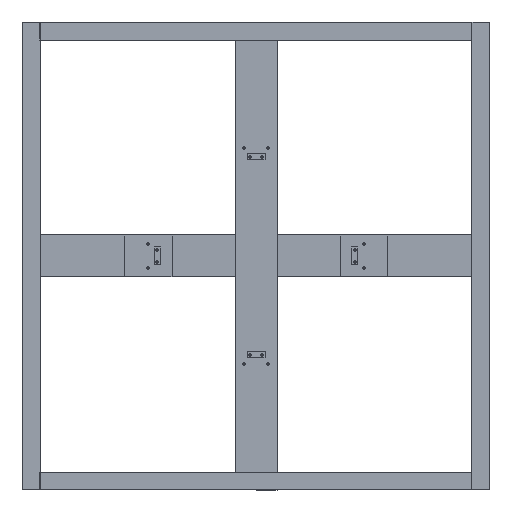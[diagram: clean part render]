
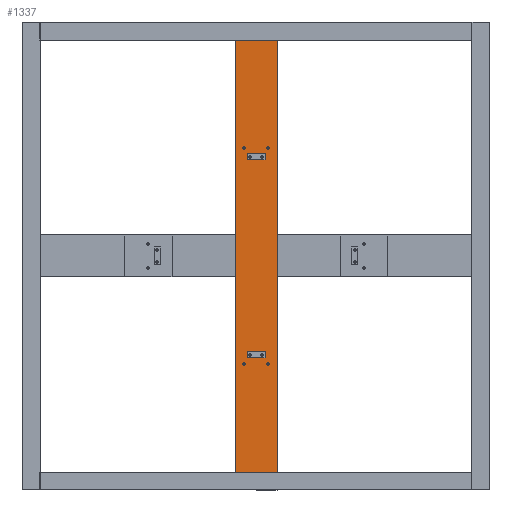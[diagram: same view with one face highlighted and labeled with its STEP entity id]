
A CAD part, front view. The second image highlights one B-rep face of the part: STEP entity #1337.
In plain terms, the highlighted planar face has unit normal (0, -1, 0).
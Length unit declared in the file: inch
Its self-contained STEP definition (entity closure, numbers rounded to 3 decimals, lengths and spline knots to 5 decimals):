
#110=LINE($,#2191,#182);
#118=LINE($,#2206,#190);
#119=LINE($,#2208,#191);
#120=LINE($,#2209,#192);
#182=VECTOR($,#1800,39.);
#190=VECTOR($,#1812,39.);
#191=VECTOR($,#1815,3.5);
#192=VECTOR($,#1816,3.5);
#245=PLANE($,#1491);
#341=FACE_BOUND($,#564,.T.);
#342=FACE_BOUND($,#565,.T.);
#343=FACE_BOUND($,#566,.T.);
#344=FACE_BOUND($,#567,.T.);
#345=FACE_BOUND($,#568,.T.);
#346=FACE_BOUND($,#569,.T.);
#347=FACE_BOUND($,#570,.T.);
#348=FACE_BOUND($,#571,.T.);
#349=FACE_BOUND($,#572,.T.);
#350=FACE_BOUND($,#573,.T.);
#351=FACE_BOUND($,#574,.T.);
#352=FACE_BOUND($,#575,.T.);
#353=FACE_BOUND($,#576,.T.);
#564=EDGE_LOOP($,(#1115));
#565=EDGE_LOOP($,(#1116));
#566=EDGE_LOOP($,(#1117));
#567=EDGE_LOOP($,(#1118));
#568=EDGE_LOOP($,(#1119));
#569=EDGE_LOOP($,(#1120));
#570=EDGE_LOOP($,(#1121));
#571=EDGE_LOOP($,(#1122));
#572=EDGE_LOOP($,(#1123));
#573=EDGE_LOOP($,(#1124));
#574=EDGE_LOOP($,(#1125));
#575=EDGE_LOOP($,(#1126));
#576=EDGE_LOOP($,(#1127,#1128,#1129,#1130));
#662=CIRCLE($,#1451,0.1005);
#664=CIRCLE($,#1455,0.1005);
#666=CIRCLE($,#1459,0.1005);
#668=CIRCLE($,#1463,0.1005);
#669=CIRCLE($,#1465,0.1005);
#671=CIRCLE($,#1468,0.1005);
#673=CIRCLE($,#1471,0.1005);
#675=CIRCLE($,#1474,0.1005);
#677=CIRCLE($,#1477,0.1005);
#679=CIRCLE($,#1480,0.1005);
#681=CIRCLE($,#1483,0.1005);
#683=CIRCLE($,#1486,0.1005);
#748=VERTEX_POINT($,#2126);
#750=VERTEX_POINT($,#2132);
#752=VERTEX_POINT($,#2138);
#754=VERTEX_POINT($,#2144);
#755=VERTEX_POINT($,#2147);
#757=VERTEX_POINT($,#2152);
#759=VERTEX_POINT($,#2157);
#761=VERTEX_POINT($,#2162);
#763=VERTEX_POINT($,#2167);
#765=VERTEX_POINT($,#2172);
#767=VERTEX_POINT($,#2177);
#769=VERTEX_POINT($,#2182);
#772=VERTEX_POINT($,#2188);
#773=VERTEX_POINT($,#2190);
#777=VERTEX_POINT($,#2202);
#778=VERTEX_POINT($,#2204);
#874=EDGE_CURVE($,#748,#748,#662,.T.);
#876=EDGE_CURVE($,#750,#750,#664,.T.);
#878=EDGE_CURVE($,#752,#752,#666,.T.);
#880=EDGE_CURVE($,#754,#754,#668,.T.);
#881=EDGE_CURVE($,#755,#755,#669,.T.);
#883=EDGE_CURVE($,#757,#757,#671,.T.);
#885=EDGE_CURVE($,#759,#759,#673,.T.);
#887=EDGE_CURVE($,#761,#761,#675,.T.);
#889=EDGE_CURVE($,#763,#763,#677,.T.);
#891=EDGE_CURVE($,#765,#765,#679,.T.);
#893=EDGE_CURVE($,#767,#767,#681,.T.);
#895=EDGE_CURVE($,#769,#769,#683,.T.);
#898=EDGE_CURVE($,#772,#773,#110,.T.);
#906=EDGE_CURVE($,#777,#778,#118,.T.);
#907=EDGE_CURVE($,#772,#777,#119,.T.);
#908=EDGE_CURVE($,#773,#778,#120,.T.);
#1115=ORIENTED_EDGE($,*,*,#874,.T.);
#1116=ORIENTED_EDGE($,*,*,#876,.T.);
#1117=ORIENTED_EDGE($,*,*,#878,.T.);
#1118=ORIENTED_EDGE($,*,*,#880,.T.);
#1119=ORIENTED_EDGE($,*,*,#881,.T.);
#1120=ORIENTED_EDGE($,*,*,#883,.T.);
#1121=ORIENTED_EDGE($,*,*,#885,.T.);
#1122=ORIENTED_EDGE($,*,*,#887,.T.);
#1123=ORIENTED_EDGE($,*,*,#889,.T.);
#1124=ORIENTED_EDGE($,*,*,#891,.T.);
#1125=ORIENTED_EDGE($,*,*,#893,.T.);
#1126=ORIENTED_EDGE($,*,*,#895,.T.);
#1127=ORIENTED_EDGE($,*,*,#907,.T.);
#1128=ORIENTED_EDGE($,*,*,#906,.T.);
#1129=ORIENTED_EDGE($,*,*,#908,.F.);
#1130=ORIENTED_EDGE($,*,*,#898,.F.);
#1337=ADVANCED_FACE($,(#341,#342,#343,#344,#345,#346,#347,#348,#349,#350,
#351,#352,#353),#245,.T.);
#1451=AXIS2_PLACEMENT_3D($,#2127,#1723,#1724);
#1455=AXIS2_PLACEMENT_3D($,#2133,#1731,#1732);
#1459=AXIS2_PLACEMENT_3D($,#2139,#1739,#1740);
#1463=AXIS2_PLACEMENT_3D($,#2145,#1747,#1748);
#1465=AXIS2_PLACEMENT_3D($,#2148,#1751,#1752);
#1468=AXIS2_PLACEMENT_3D($,#2153,#1757,#1758);
#1471=AXIS2_PLACEMENT_3D($,#2158,#1763,#1764);
#1474=AXIS2_PLACEMENT_3D($,#2163,#1769,#1770);
#1477=AXIS2_PLACEMENT_3D($,#2168,#1775,#1776);
#1480=AXIS2_PLACEMENT_3D($,#2173,#1781,#1782);
#1483=AXIS2_PLACEMENT_3D($,#2178,#1787,#1788);
#1486=AXIS2_PLACEMENT_3D($,#2183,#1793,#1794);
#1491=AXIS2_PLACEMENT_3D($,#2207,#1813,#1814);
#1723=DIRECTION('center_axis',(0.,1.,0.));
#1724=DIRECTION('ref_axis',(1.,0.,0.));
#1731=DIRECTION('center_axis',(0.,1.,0.));
#1732=DIRECTION('ref_axis',(1.,0.,0.));
#1739=DIRECTION('center_axis',(0.,1.,0.));
#1740=DIRECTION('ref_axis',(1.,0.,0.));
#1747=DIRECTION('center_axis',(0.,1.,0.));
#1748=DIRECTION('ref_axis',(1.,0.,0.));
#1751=DIRECTION('center_axis',(0.,1.,0.));
#1752=DIRECTION('ref_axis',(1.,0.,0.));
#1757=DIRECTION('center_axis',(0.,1.,0.));
#1758=DIRECTION('ref_axis',(1.,0.,0.));
#1763=DIRECTION('center_axis',(0.,1.,0.));
#1764=DIRECTION('ref_axis',(1.,0.,0.));
#1769=DIRECTION('center_axis',(0.,1.,0.));
#1770=DIRECTION('ref_axis',(1.,0.,0.));
#1775=DIRECTION('center_axis',(0.,1.,0.));
#1776=DIRECTION('ref_axis',(1.,0.,0.));
#1781=DIRECTION('center_axis',(0.,1.,0.));
#1782=DIRECTION('ref_axis',(1.,0.,0.));
#1787=DIRECTION('center_axis',(0.,1.,0.));
#1788=DIRECTION('ref_axis',(1.,0.,0.));
#1793=DIRECTION('center_axis',(0.,1.,0.));
#1794=DIRECTION('ref_axis',(1.,0.,0.));
#1800=DIRECTION($,(0.,0.,1.));
#1812=DIRECTION($,(0.,0.,1.));
#1813=DIRECTION('center_axis',(0.,-1.,0.));
#1814=DIRECTION('ref_axis',(1.,0.,0.));
#1815=DIRECTION($,(1.,0.,0.));
#1816=DIRECTION($,(1.,0.,0.));
#2126=CARTESIAN_POINT('',(1.3505,0.,11.25));
#2127=CARTESIAN_POINT('Origin',(1.25,0.,11.25));
#2132=CARTESIAN_POINT('',(1.3505,0.,27.75));
#2133=CARTESIAN_POINT('Origin',(1.25,0.,27.75));
#2138=CARTESIAN_POINT('',(2.3505,0.,27.75));
#2139=CARTESIAN_POINT('Origin',(2.25,0.,27.75));
#2144=CARTESIAN_POINT('',(2.3505,0.,11.25));
#2145=CARTESIAN_POINT('Origin',(2.25,0.,11.25));
#2147=CARTESIAN_POINT('',(0.6495,0.,10.5));
#2148=CARTESIAN_POINT('Origin',(0.75,0.,10.5));
#2152=CARTESIAN_POINT('',(0.6495,0.,28.5));
#2153=CARTESIAN_POINT('Origin',(0.75,0.,28.5));
#2157=CARTESIAN_POINT('',(2.6495,0.,28.5));
#2158=CARTESIAN_POINT('Origin',(2.75,0.,28.5));
#2162=CARTESIAN_POINT('',(2.6495,0.,10.5));
#2163=CARTESIAN_POINT('Origin',(2.75,0.,10.5));
#2167=CARTESIAN_POINT('',(2.6495,0.,0.75));
#2168=CARTESIAN_POINT('Origin',(2.75,0.,0.75));
#2172=CARTESIAN_POINT('',(2.6495,0.,38.25));
#2173=CARTESIAN_POINT('Origin',(2.75,0.,38.25));
#2177=CARTESIAN_POINT('',(0.6495,0.,38.25));
#2178=CARTESIAN_POINT('Origin',(0.75,0.,38.25));
#2182=CARTESIAN_POINT('',(0.6495,0.,0.75));
#2183=CARTESIAN_POINT('Origin',(0.75,0.,0.75));
#2188=CARTESIAN_POINT('',(0.,0.,0.));
#2190=CARTESIAN_POINT('',(0.,0.,39.));
#2191=CARTESIAN_POINT($,(0.,0.,0.));
#2202=CARTESIAN_POINT('',(3.5,0.,0.));
#2204=CARTESIAN_POINT('',(3.5,0.,39.));
#2206=CARTESIAN_POINT($,(3.5,0.,0.));
#2207=CARTESIAN_POINT('Origin',(0.,0.,0.));
#2208=CARTESIAN_POINT($,(0.,0.,0.));
#2209=CARTESIAN_POINT($,(0.,0.,39.));
